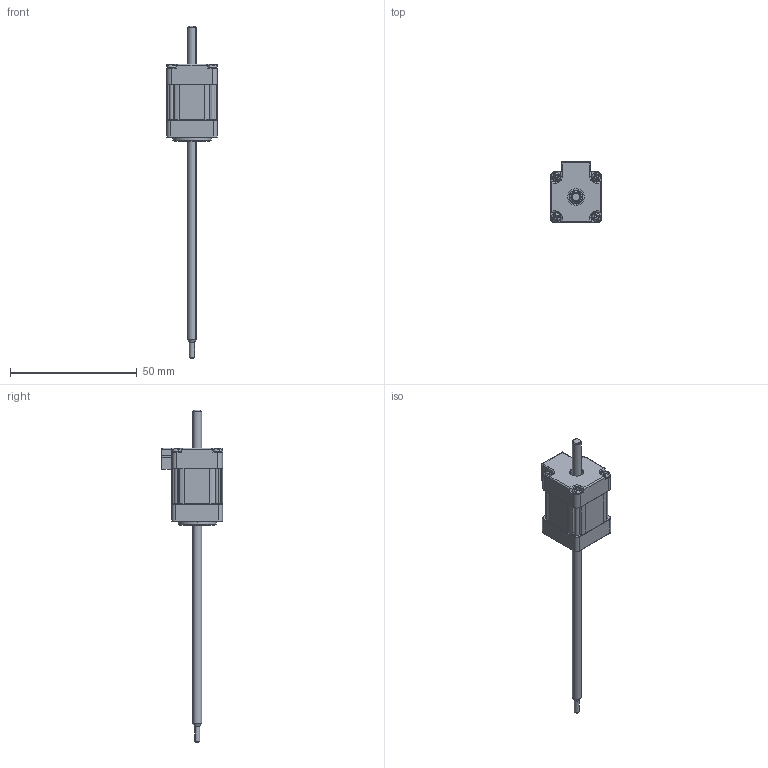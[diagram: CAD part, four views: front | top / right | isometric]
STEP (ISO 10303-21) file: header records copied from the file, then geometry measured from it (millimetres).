
FILE_DESCRIPTION (( 'STEP AP203' ), '1' );
FILE_NAME ('LN081S-E03006-125-S-050.STEP', '2019-01-23T02:42:12', ( 'Sky123.Org' ), ( 'Sky123.Org' ), 'SwSTEP 2.0', 'SolidWorks 2014', '' );
FILE_SCHEMA (( 'CONFIG_CONTROL_DESIGN' ));
Length unit declared in the file: millimetre
Products named in the file (1): LN081S-E03006-125-S-050
Bounding box: 20 x 24.1 x 131 mm (x, y, z)
Surface area: 6536.2 mm2 (no closed solid volume)
Topology: 0 solids, 30 shells, 300 faces, 1148 edges, 855 vertices
Faces by surface type: plane 160, cylinder 96, cone 26, torus 18
Entity records: 12355 total; most frequent: CARTESIAN_POINT 2682, DIRECTION 2041, ORIENTED_EDGE 1774, EDGE_CURVE 1148, VERTEX_POINT 855, VECTOR 701, LINE 701, AXIS2_PLACEMENT_3D 670
